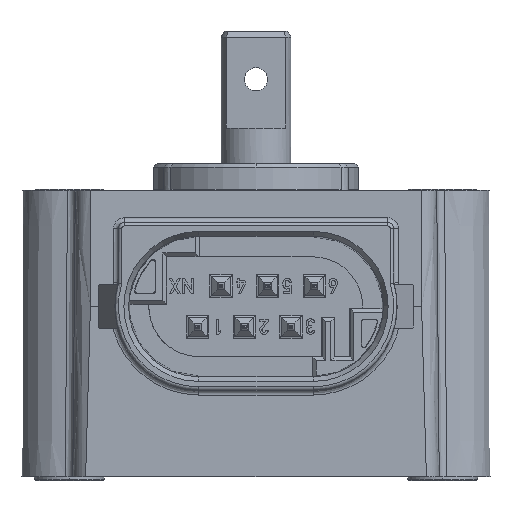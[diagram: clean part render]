
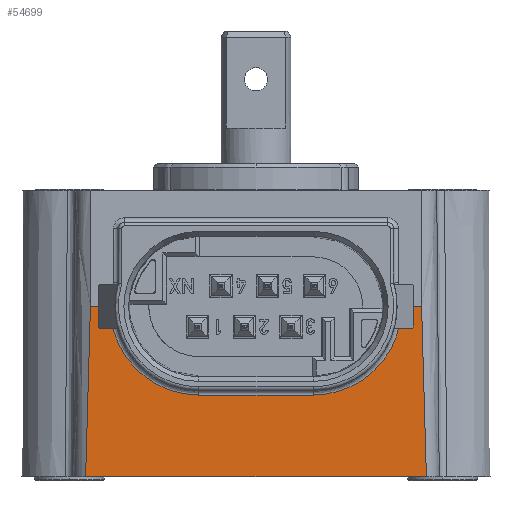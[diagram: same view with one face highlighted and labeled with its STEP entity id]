
A CAD part, left-side view. The second image highlights one B-rep face of the part: STEP entity #54699.
In plain terms, the highlighted planar face has unit normal (-1, 0, -0.004).
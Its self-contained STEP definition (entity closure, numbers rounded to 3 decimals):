
#369 = ORIENTED_EDGE ( 'NONE', *, *, #34902, .F. ) ;
#370 = B_SPLINE_CURVE_WITH_KNOTS ( 'NONE', 3,
 ( #11366, #11749, #55278, #42405 ),
 .UNSPECIFIED., .F., .F.,
 ( 4, 4 ),
 ( 0.046, 0.06 ),
 .UNSPECIFIED. ) ;
#531 = AXIS2_PLACEMENT_3D ( 'NONE', #20506, #16106, #28987 ) ;
#799 = LINE ( 'NONE', #8996, #48210 ) ;
#868 = CARTESIAN_POINT ( 'NONE',  ( -21.884, 12.499, -14.451 ) ) ;
#1407 = LINE ( 'NONE', #19716, #27872 ) ;
#2465 = CARTESIAN_POINT ( 'NONE',  ( -21.9, 14.202, -10. ) ) ;
#3066 = VECTOR ( 'NONE', #51569, 1000. ) ;
#3210 = CARTESIAN_POINT ( 'NONE',  ( -21.873, -9.351, -17.599 ) ) ;
#3803 = CARTESIAN_POINT ( 'NONE',  ( -21.873, -4.9, -17.599 ) ) ;
#4427 = EDGE_CURVE ( 'NONE', #24643, #29716, #370, .T. ) ;
#4822 = CARTESIAN_POINT ( 'NONE',  ( -21.849, 0., -24.6 ) ) ;
#6671 = DIRECTION ( 'NONE',  ( 0., -1., 0. ) ) ;
#7500 = VERTEX_POINT ( 'NONE', #24559 ) ;
#8766 = EDGE_CURVE ( 'NONE', #49263, #55399, #14591, .T. ) ;
#8996 = CARTESIAN_POINT ( 'NONE',  ( -21.9, 0., -10. ) ) ;
#9572 = CARTESIAN_POINT ( 'NONE',  ( -21.873, 4.9, -17.599 ) ) ;
#11046 = CARTESIAN_POINT ( 'NONE',  ( -21.849, -14.613, -24.6 ) ) ;
#11366 = CARTESIAN_POINT ( 'NONE',  ( -21.849, -14.613, -24.6 ) ) ;
#11384 = ORIENTED_EDGE ( 'NONE', *, *, #4427, .T. ) ;
#11749 = CARTESIAN_POINT ( 'NONE',  ( -21.866, -14.499, -19.733 ) ) ;
#13167 = VERTEX_POINT ( 'NONE', #51754 ) ;
#13199 = FACE_OUTER_BOUND ( 'NONE', #23482, .T. ) ;
#13311 = EDGE_CURVE ( 'NONE', #7500, #29716, #799, .T. ) ;
#14089 = CARTESIAN_POINT ( 'NONE',  ( -21.9, 12.5, -10. ) ) ;
#14591 =( BOUNDED_CURVE ( )  B_SPLINE_CURVE ( 3, ( #9572, #44390, #868, #14089 ),
 .UNSPECIFIED., .F., .T. ) 
 B_SPLINE_CURVE_WITH_KNOTS ( ( 4, 4 ),
 ( 3.142, 4.712 ),
 .UNSPECIFIED. ) 
 CURVE ( )  GEOMETRIC_REPRESENTATION_ITEM ( )  RATIONAL_B_SPLINE_CURVE ( ( 1., 0.805, 0.805, 1. ) ) 
 REPRESENTATION_ITEM ( '' )  );
#16106 = DIRECTION ( 'NONE',  ( -1., 0., -0.003 ) ) ;
#16458 = ORIENTED_EDGE ( 'NONE', *, *, #23829, .F. ) ;
#16726 = CARTESIAN_POINT ( 'NONE',  ( -21.884, -12.499, -14.451 ) ) ;
#18297 = CARTESIAN_POINT ( 'NONE',  ( -21.849, 14.613, -24.6 ) ) ;
#19716 = CARTESIAN_POINT ( 'NONE',  ( -21.873, 0., -17.599 ) ) ;
#20071 = ORIENTED_EDGE ( 'NONE', *, *, #21196, .T. ) ;
#20506 = CARTESIAN_POINT ( 'NONE',  ( -21.9, 0., -10. ) ) ;
#20710 = PLANE ( 'NONE',  #531 ) ;
#21196 = EDGE_CURVE ( 'NONE', #33830, #13167, #26232, .T. ) ;
#21730 =( BOUNDED_CURVE ( )  B_SPLINE_CURVE ( 3, ( #50545, #16726, #3210, #3803 ),
 .UNSPECIFIED., .F., .F. ) 
 B_SPLINE_CURVE_WITH_KNOTS ( ( 4, 4 ),
 ( 1.571, 3.142 ),
 .UNSPECIFIED. ) 
 CURVE ( )  GEOMETRIC_REPRESENTATION_ITEM ( )  RATIONAL_B_SPLINE_CURVE ( ( 1., 0.805, 0.805, 1. ) ) 
 REPRESENTATION_ITEM ( '' )  );
#22904 = ORIENTED_EDGE ( 'NONE', *, *, #33959, .T. ) ;
#23482 = EDGE_LOOP ( 'NONE', ( #35265, #38913, #369, #20071, #16458, #11384, #44799, #22904 ) ) ;
#23829 = EDGE_CURVE ( 'NONE', #24643, #13167, #50495, .T. ) ;
#24559 = CARTESIAN_POINT ( 'NONE',  ( -21.9, -12.5, -10. ) ) ;
#24643 = VERTEX_POINT ( 'NONE', #11046 ) ;
#26232 = B_SPLINE_CURVE_WITH_KNOTS ( 'NONE', 3,
 ( #40008, #27203, #40373, #18297 ),
 .UNSPECIFIED., .F., .F.,
 ( 4, 4 ),
 ( 0.046, 0.06 ),
 .UNSPECIFIED. ) ;
#27203 = CARTESIAN_POINT ( 'NONE',  ( -21.883, 14.372, -14.866 ) ) ;
#27872 = VECTOR ( 'NONE', #32806, 1000. ) ;
#28987 = DIRECTION ( 'NONE',  ( -0.003, 0., 1. ) ) ;
#29454 = VERTEX_POINT ( 'NONE', #40311 ) ;
#29558 = CARTESIAN_POINT ( 'NONE',  ( -21.873, 4.9, -17.599 ) ) ;
#29640 = EDGE_CURVE ( 'NONE', #29454, #49263, #1407, .T. ) ;
#29716 = VERTEX_POINT ( 'NONE', #33351 ) ;
#32806 = DIRECTION ( 'NONE',  ( 0., 1., 0. ) ) ;
#33351 = CARTESIAN_POINT ( 'NONE',  ( -21.9, -14.202, -10. ) ) ;
#33830 = VERTEX_POINT ( 'NONE', #2465 ) ;
#33959 = EDGE_CURVE ( 'NONE', #7500, #29454, #21730, .T. ) ;
#34902 = EDGE_CURVE ( 'NONE', #33830, #55399, #37833, .T. ) ;
#35265 = ORIENTED_EDGE ( 'NONE', *, *, #29640, .T. ) ;
#35798 = VECTOR ( 'NONE', #6671, 1000. ) ;
#37208 = CARTESIAN_POINT ( 'NONE',  ( -21.9, 0., -10. ) ) ;
#37833 = LINE ( 'NONE', #37208, #35798 ) ;
#38913 = ORIENTED_EDGE ( 'NONE', *, *, #8766, .T. ) ;
#39305 = DIRECTION ( 'NONE',  ( 0., -1., 0. ) ) ;
#40008 = CARTESIAN_POINT ( 'NONE',  ( -21.9, 14.202, -10. ) ) ;
#40311 = CARTESIAN_POINT ( 'NONE',  ( -21.873, -4.9, -17.599 ) ) ;
#40373 = CARTESIAN_POINT ( 'NONE',  ( -21.866, 14.499, -19.733 ) ) ;
#42405 = CARTESIAN_POINT ( 'NONE',  ( -21.9, -14.202, -10. ) ) ;
#44390 = CARTESIAN_POINT ( 'NONE',  ( -21.873, 9.351, -17.599 ) ) ;
#44799 = ORIENTED_EDGE ( 'NONE', *, *, #13311, .F. ) ;
#48210 = VECTOR ( 'NONE', #39305, 1000. ) ;
#49263 = VERTEX_POINT ( 'NONE', #29558 ) ;
#50495 = LINE ( 'NONE', #4822, #3066 ) ;
#50545 = CARTESIAN_POINT ( 'NONE',  ( -21.9, -12.5, -10. ) ) ;
#51569 = DIRECTION ( 'NONE',  ( 0., 1., 0. ) ) ;
#51754 = CARTESIAN_POINT ( 'NONE',  ( -21.849, 14.613, -24.6 ) ) ;
#53058 = CARTESIAN_POINT ( 'NONE',  ( -21.9, 12.5, -10. ) ) ;
#54699 = ADVANCED_FACE ( 'NONE', ( #13199 ), #20710, .T. ) ;
#55278 = CARTESIAN_POINT ( 'NONE',  ( -21.883, -14.372, -14.866 ) ) ;
#55399 = VERTEX_POINT ( 'NONE', #53058 ) ;
